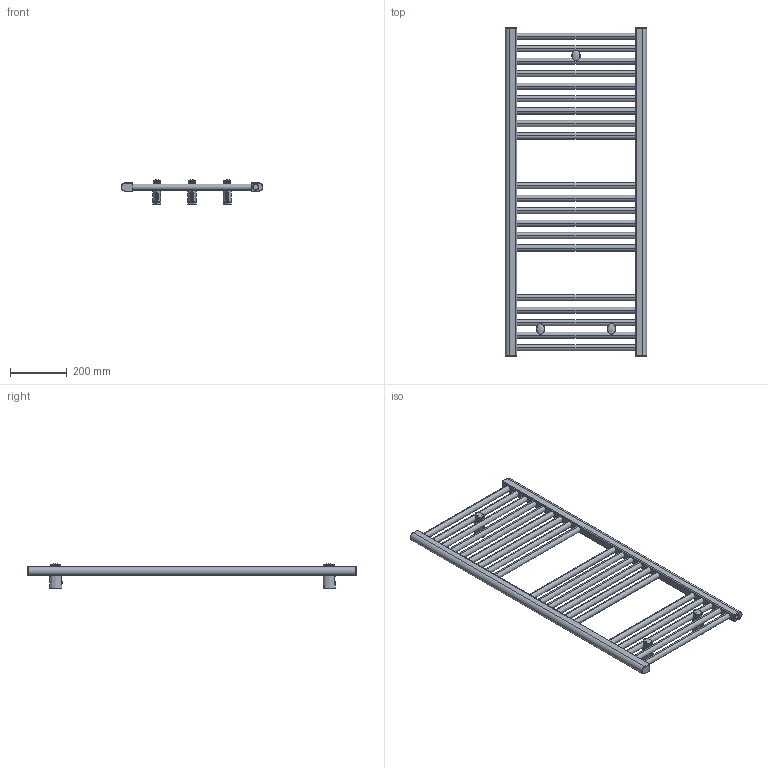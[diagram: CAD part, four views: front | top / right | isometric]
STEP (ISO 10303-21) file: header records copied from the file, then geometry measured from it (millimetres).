
FILE_DESCRIPTION((''),'2;1');
FILE_NAME('3551646101006_3D_SITO_ASM','2023-11-02T08:57:53',('PC132'),(''),'CREO PARAMETRIC BY PTC INC, 2023092','CREO PARAMETRIC BY PTC INC, 2023092','');
FILE_SCHEMA(('AUTOMOTIVE_DESIGN { 1 0 10303 214 1 1 1 1 }'));
Length unit declared in the file: millimetre
Products named in the file (13): 2551640501006_3D_SITO; BICCHIERE_PARETE; PERNO_SCORROVOLE; DADO_QUADRO_M5_X_GIUNTO; DADO_M6_X_GIUNTO; PERNO_SCORREVOLE_ASM; BASETTA_ANTERIORE; COPERTURA_BASETTA; VITE_CR_M5_16; VITE_CR_SV_M6_35; 1102001310058_ASM; 5102000000200_AF0_ASM; 3551646101006_3D_SITO_ASM
Assembly tree (14 placements, depth 5):
  3551646101006_3D_SITO_ASM
    2551640501006_3D_SITO
    5102000000200_AF0_ASM
      1102001310058_ASM  x3
        BICCHIERE_PARETE
        PERNO_SCORREVOLE_ASM
          PERNO_SCORROVOLE
          DADO_QUADRO_M5_X_GIUNTO
          DADO_M6_X_GIUNTO
        BASETTA_ANTERIORE
        COPERTURA_BASETTA
        VITE_CR_M5_16
        VITE_CR_SV_M6_35
Bounding box: 500 x 1160.4 x 86.46 mm (x, y, z)
Volume: 5849727.3 mm3; surface area: 954535.5 mm2
Topology: 25 solids, 37 shells, 4694 faces, 10212 edges, 5600 vertices
Faces by surface type: cylinder 1846, plane 778, torus 738, sphere 624, bspline 558, cone 96, extrusion 54
Entity records: 85441 total; most frequent: CARTESIAN_POINT 29642, DIRECTION 8570, ORIENTED_EDGE 7096, PRESENTATION_STYLE_ASSIGNMENT 3637, STYLED_ITEM 3637, CURVE_STYLE 3624, AXIS2_PLACEMENT_3D 3585, EDGE_CURVE 3558
